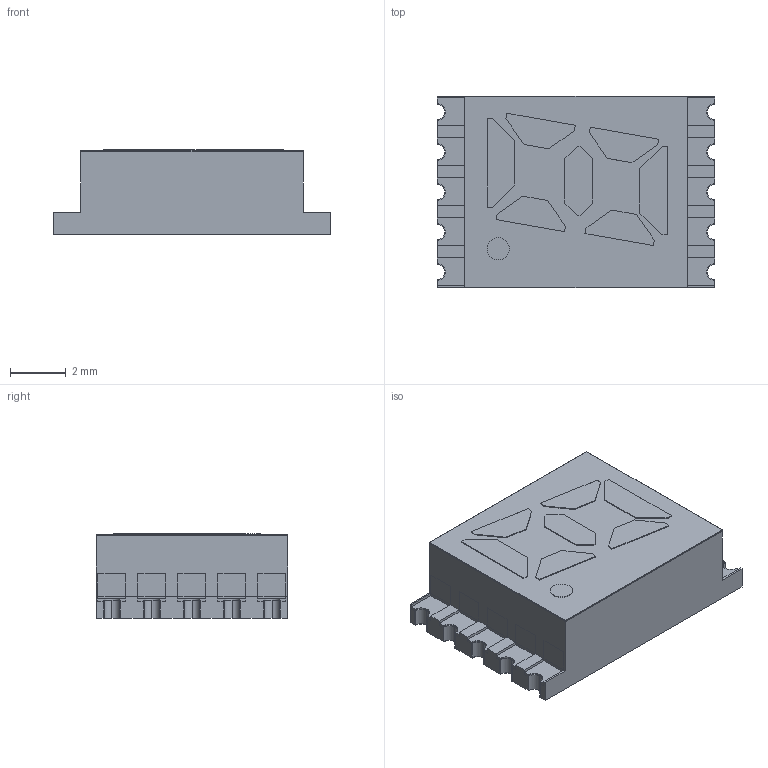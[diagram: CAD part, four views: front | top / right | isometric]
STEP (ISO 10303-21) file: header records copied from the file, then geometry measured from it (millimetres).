
FILE_DESCRIPTION(('FreeCAD Model'),'2;1');
FILE_NAME('Fusion003_sp.step','2017-07-29T18:06:02', ('kicad StepUp'),('ksu MCAD'),'Open CASCADE STEP processor 7.1', 'FreeCAD','Unknown');
FILE_SCHEMA(('AUTOMOTIVE_DESIGN { 1 0 10303 214 1 1 1 1 }'));
Length unit declared in the file: millimetre
Products named in the file (1): Fusion003_sp
Bounding box: 10 x 6.9 x 3.05 mm (x, y, z)
Volume: 176.3 mm3; surface area: 234.4 mm2
Topology: 1 solids, 1 shells, 291 faces, 750 edges, 469 vertices
Faces by surface type: plane 250, cylinder 41
Full cylindrical faces by diameter (mm): 0.8 x1
Entity records: 10709 total; most frequent: CARTESIAN_POINT 1511, ORIENTED_EDGE 1500, DIRECTION 1451, EDGE_CURVE 750, LINE 633, VECTOR 633, VERTEX_POINT 469, AXIS2_PLACEMENT_3D 409
